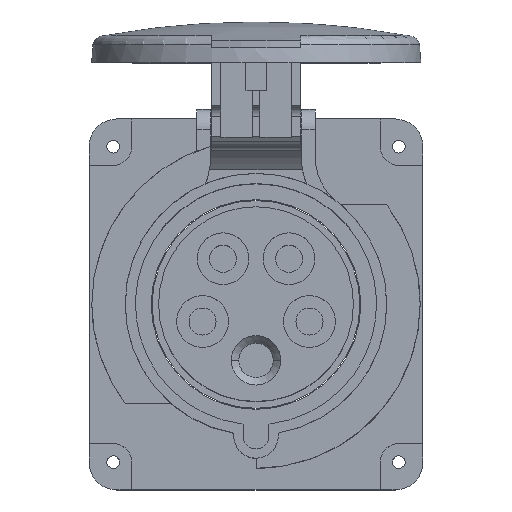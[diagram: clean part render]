
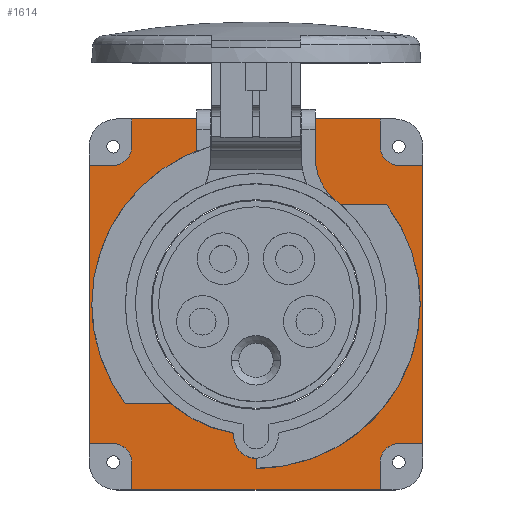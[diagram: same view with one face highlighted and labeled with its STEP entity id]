
A CAD part, top view. The second image highlights one B-rep face of the part: STEP entity #1614.
In plain terms, the highlighted planar face has unit normal (0, 0, 1).
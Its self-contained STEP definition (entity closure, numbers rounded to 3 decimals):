
#45=DIRECTION('',(-1.,0.,0.));
#46=VECTOR('',#45,67.);
#47=CARTESIAN_POINT('',(33.5,50.,-46.5));
#48=LINE('',#47,#46);
#53=CARTESIAN_POINT('',(38.5,42.5,-46.5));
#54=DIRECTION('',(0.,0.,1.));
#55=DIRECTION('',(-1.,0.,0.));
#56=AXIS2_PLACEMENT_3D('',#53,#54,#55);
#58=DIRECTION('',(1.,0.,0.));
#59=VECTOR('',#58,6.5);
#60=CARTESIAN_POINT('',(38.5,37.5,-46.5));
#61=LINE('',#60,#59);
#62=DIRECTION('',(0.,-1.,0.));
#63=VECTOR('',#62,75.);
#64=CARTESIAN_POINT('',(45.,37.5,-46.5));
#65=LINE('',#64,#63);
#66=CARTESIAN_POINT('',(38.5,-42.5,-46.5));
#67=DIRECTION('',(0.,0.,1.));
#68=DIRECTION('',(0.,1.,0.));
#69=AXIS2_PLACEMENT_3D('',#66,#67,#68);
#71=DIRECTION('',(0.,-1.,0.));
#72=VECTOR('',#71,7.5);
#73=CARTESIAN_POINT('',(33.5,-42.5,-46.5));
#74=LINE('',#73,#72);
#75=DIRECTION('',(-1.,0.,0.));
#76=VECTOR('',#75,67.);
#77=CARTESIAN_POINT('',(33.5,-50.,-46.5));
#78=LINE('',#77,#76);
#79=CARTESIAN_POINT('',(-38.5,-42.5,-46.5));
#80=DIRECTION('',(0.,0.,1.));
#81=DIRECTION('',(1.,0.,0.));
#82=AXIS2_PLACEMENT_3D('',#79,#80,#81);
#84=DIRECTION('',(-1.,0.,0.));
#85=VECTOR('',#84,6.5);
#86=CARTESIAN_POINT('',(-38.5,-37.5,-46.5));
#87=LINE('',#86,#85);
#88=DIRECTION('',(0.,1.,0.));
#89=VECTOR('',#88,75.);
#90=CARTESIAN_POINT('',(-45.,-37.5,-46.5));
#91=LINE('',#90,#89);
#92=CARTESIAN_POINT('',(-38.5,42.5,-46.5));
#93=DIRECTION('',(0.,0.,1.));
#94=DIRECTION('',(0.,-1.,0.));
#95=AXIS2_PLACEMENT_3D('',#92,#93,#94);
#97=DIRECTION('',(0.,1.,0.));
#98=VECTOR('',#97,7.5);
#99=CARTESIAN_POINT('',(-33.5,42.5,-46.5));
#100=LINE('',#99,#98);
#101=CARTESIAN_POINT('',(0.,-35.5,-46.5));
#102=DIRECTION('',(0.,0.,1.));
#103=DIRECTION('',(-1.,0.,0.));
#104=AXIS2_PLACEMENT_3D('',#101,#102,#103);
#106=CARTESIAN_POINT('',(0.,0.,-46.5));
#107=DIRECTION('',(0.,0.,1.));
#108=DIRECTION('',(0.17,-0.985,0.));
#109=AXIS2_PLACEMENT_3D('',#106,#107,#108);
#111=CARTESIAN_POINT('',(31.,39.548,-46.5));
#112=DIRECTION('',(0.,0.,-1.));
#113=DIRECTION('',(-0.617,-0.787,0.));
#114=AXIS2_PLACEMENT_3D('',#111,#112,#113);
#116=DIRECTION('',(-1.,0.,0.));
#117=VECTOR('',#116,32.);
#118=CARTESIAN_POINT('',(16.,39.548,-46.5));
#119=LINE('',#118,#117);
#120=CARTESIAN_POINT('',(-31.,39.548,-46.5));
#121=DIRECTION('',(0.,0.,-1.));
#122=DIRECTION('',(1.,0.,0.));
#123=AXIS2_PLACEMENT_3D('',#120,#121,#122);
#125=CARTESIAN_POINT('',(0.,0.,-46.5));
#126=DIRECTION('',(0.,0.,1.));
#127=DIRECTION('',(-0.617,0.787,0.));
#128=AXIS2_PLACEMENT_3D('',#125,#126,#127);
#130=DIRECTION('',(0.,1.,0.));
#131=VECTOR('',#130,7.5);
#132=CARTESIAN_POINT('',(33.5,42.5,-46.5));
#133=LINE('',#132,#131);
#296=DIRECTION('',(0.,-1.,0.));
#297=VECTOR('',#296,7.5);
#298=CARTESIAN_POINT('',(-33.5,-42.5,-46.5));
#299=LINE('',#298,#297);
#316=DIRECTION('',(1.,0.,0.));
#317=VECTOR('',#316,6.5);
#318=CARTESIAN_POINT('',(38.5,-37.5,-46.5));
#319=LINE('',#318,#317);
#424=DIRECTION('',(-1.,0.,0.));
#425=VECTOR('',#424,6.5);
#426=CARTESIAN_POINT('',(-38.5,37.5,-46.5));
#427=LINE('',#426,#425);
#917=DIRECTION('',(0.,-1.,0.));
#918=VECTOR('',#917,0.764);
#919=CARTESIAN_POINT('',(6.,-34.736,-46.5));
#920=LINE('',#919,#918);
#937=DIRECTION('',(0.,1.,0.));
#938=VECTOR('',#937,0.764);
#939=CARTESIAN_POINT('',(-6.,-35.5,-46.5));
#940=LINE('',#939,#938);
#1182=CARTESIAN_POINT('',(33.5,50.,-46.5));
#1183=CARTESIAN_POINT('',(-33.5,50.,-46.5));
#1184=VERTEX_POINT('',#1182);
#1185=VERTEX_POINT('',#1183);
#1192=CARTESIAN_POINT('',(33.5,42.5,-46.5));
#1193=VERTEX_POINT('',#1192);
#1194=CARTESIAN_POINT('',(38.5,37.5,-46.5));
#1195=VERTEX_POINT('',#1194);
#1196=CARTESIAN_POINT('',(45.,37.5,-46.5));
#1197=VERTEX_POINT('',#1196);
#1198=CARTESIAN_POINT('',(45.,-37.5,-46.5));
#1199=VERTEX_POINT('',#1198);
#1200=CARTESIAN_POINT('',(38.5,-37.5,-46.5));
#1201=VERTEX_POINT('',#1200);
#1202=CARTESIAN_POINT('',(33.5,-42.5,-46.5));
#1203=VERTEX_POINT('',#1202);
#1204=CARTESIAN_POINT('',(33.5,-50.,-46.5));
#1205=VERTEX_POINT('',#1204);
#1206=CARTESIAN_POINT('',(-33.5,-50.,-46.5));
#1207=VERTEX_POINT('',#1206);
#1208=CARTESIAN_POINT('',(-33.5,-42.5,-46.5));
#1209=VERTEX_POINT('',#1208);
#1210=CARTESIAN_POINT('',(-38.5,-37.5,-46.5));
#1211=VERTEX_POINT('',#1210);
#1212=CARTESIAN_POINT('',(-45.,-37.5,-46.5));
#1213=VERTEX_POINT('',#1212);
#1214=CARTESIAN_POINT('',(-45.,37.5,-46.5));
#1215=VERTEX_POINT('',#1214);
#1216=CARTESIAN_POINT('',(-38.5,37.5,-46.5));
#1217=VERTEX_POINT('',#1216);
#1218=CARTESIAN_POINT('',(-33.5,42.5,-46.5));
#1219=VERTEX_POINT('',#1218);
#1220=CARTESIAN_POINT('',(-6.,-35.5,-46.5));
#1221=CARTESIAN_POINT('',(6.,-35.5,-46.5));
#1222=VERTEX_POINT('',#1220);
#1223=VERTEX_POINT('',#1221);
#1224=CARTESIAN_POINT('',(6.,-34.736,-46.5));
#1225=VERTEX_POINT('',#1224);
#1226=CARTESIAN_POINT('',(21.746,27.743,-46.5));
#1227=VERTEX_POINT('',#1226);
#1228=CARTESIAN_POINT('',(16.,39.548,-46.5));
#1229=VERTEX_POINT('',#1228);
#1230=CARTESIAN_POINT('',(-16.,39.548,-46.5));
#1231=VERTEX_POINT('',#1230);
#1232=CARTESIAN_POINT('',(-21.746,27.743,-46.5));
#1233=VERTEX_POINT('',#1232);
#1234=CARTESIAN_POINT('',(-6.,-34.736,-46.5));
#1235=VERTEX_POINT('',#1234);
#1558=CARTESIAN_POINT('',(0.,0.,-46.5));
#1559=DIRECTION('',(0.,0.,1.));
#1560=DIRECTION('',(1.,0.,0.));
#1561=AXIS2_PLACEMENT_3D('',#1558,#1559,#1560);
#1562=PLANE('',#1561);
#1563=ORIENTED_EDGE('',*,*,#1541,.F.);
#1565=ORIENTED_EDGE('',*,*,#1564,.F.);
#1567=ORIENTED_EDGE('',*,*,#1566,.T.);
#1569=ORIENTED_EDGE('',*,*,#1568,.T.);
#1571=ORIENTED_EDGE('',*,*,#1570,.T.);
#1573=ORIENTED_EDGE('',*,*,#1572,.F.);
#1575=ORIENTED_EDGE('',*,*,#1574,.T.);
#1577=ORIENTED_EDGE('',*,*,#1576,.T.);
#1579=ORIENTED_EDGE('',*,*,#1578,.T.);
#1581=ORIENTED_EDGE('',*,*,#1580,.F.);
#1583=ORIENTED_EDGE('',*,*,#1582,.T.);
#1585=ORIENTED_EDGE('',*,*,#1584,.T.);
#1587=ORIENTED_EDGE('',*,*,#1586,.T.);
#1589=ORIENTED_EDGE('',*,*,#1588,.F.);
#1591=ORIENTED_EDGE('',*,*,#1590,.T.);
#1593=ORIENTED_EDGE('',*,*,#1592,.T.);
#1594=EDGE_LOOP('',(#1563,#1565,#1567,#1569,#1571,#1573,#1575,#1577,#1579,#1581,
#1583,#1585,#1587,#1589,#1591,#1593));
#1595=FACE_OUTER_BOUND('',#1594,.F.);
#1597=ORIENTED_EDGE('',*,*,#1596,.T.);
#1599=ORIENTED_EDGE('',*,*,#1598,.F.);
#1601=ORIENTED_EDGE('',*,*,#1600,.T.);
#1603=ORIENTED_EDGE('',*,*,#1602,.T.);
#1605=ORIENTED_EDGE('',*,*,#1604,.T.);
#1607=ORIENTED_EDGE('',*,*,#1606,.T.);
#1609=ORIENTED_EDGE('',*,*,#1608,.T.);
#1611=ORIENTED_EDGE('',*,*,#1610,.F.);
#1612=EDGE_LOOP('',(#1597,#1599,#1601,#1603,#1605,#1607,#1609,#1611));
#1613=FACE_BOUND('',#1612,.F.);
#1614=ADVANCED_FACE('',(#1595,#1613),#1562,.T.);
#57=CIRCLE('',#56,5.);
#70=CIRCLE('',#69,5.);
#83=CIRCLE('',#82,5.);
#96=CIRCLE('',#95,5.);
#105=CIRCLE('',#104,6.);
#110=CIRCLE('',#109,35.25);
#115=CIRCLE('',#114,15.);
#124=CIRCLE('',#123,15.);
#129=CIRCLE('',#128,35.25);
#1541=EDGE_CURVE('',#1184,#1185,#48,.T.);
#1564=EDGE_CURVE('',#1193,#1184,#133,.T.);
#1566=EDGE_CURVE('',#1193,#1195,#57,.T.);
#1568=EDGE_CURVE('',#1195,#1197,#61,.T.);
#1570=EDGE_CURVE('',#1197,#1199,#65,.T.);
#1572=EDGE_CURVE('',#1201,#1199,#319,.T.);
#1574=EDGE_CURVE('',#1201,#1203,#70,.T.);
#1576=EDGE_CURVE('',#1203,#1205,#74,.T.);
#1578=EDGE_CURVE('',#1205,#1207,#78,.T.);
#1580=EDGE_CURVE('',#1209,#1207,#299,.T.);
#1582=EDGE_CURVE('',#1209,#1211,#83,.T.);
#1584=EDGE_CURVE('',#1211,#1213,#87,.T.);
#1586=EDGE_CURVE('',#1213,#1215,#91,.T.);
#1588=EDGE_CURVE('',#1217,#1215,#427,.T.);
#1590=EDGE_CURVE('',#1217,#1219,#96,.T.);
#1592=EDGE_CURVE('',#1219,#1185,#100,.T.);
#1596=EDGE_CURVE('',#1222,#1223,#105,.T.);
#1598=EDGE_CURVE('',#1225,#1223,#920,.T.);
#1600=EDGE_CURVE('',#1225,#1227,#110,.T.);
#1602=EDGE_CURVE('',#1227,#1229,#115,.T.);
#1604=EDGE_CURVE('',#1229,#1231,#119,.T.);
#1606=EDGE_CURVE('',#1231,#1233,#124,.T.);
#1608=EDGE_CURVE('',#1233,#1235,#129,.T.);
#1610=EDGE_CURVE('',#1222,#1235,#940,.T.);
